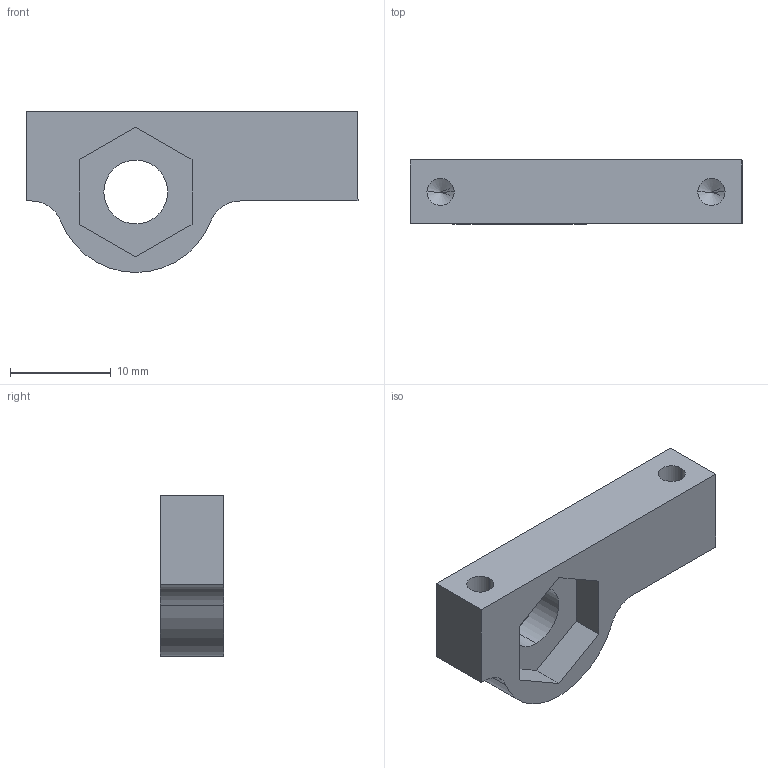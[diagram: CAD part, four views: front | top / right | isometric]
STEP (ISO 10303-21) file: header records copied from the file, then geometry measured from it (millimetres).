
FILE_DESCRIPTION (( 'STEP AP203' ), '1' );
FILE_NAME ('555140.STEP', '2014-07-11T18:49:52', ( 'Kyle' ), ( 'Microsoft' ), 'SwSTEP 2.0', 'SolidWorks 2014', '' );
FILE_SCHEMA (( 'CONFIG_CONTROL_DESIGN' ));
Length unit declared in the file: inch
Products named in the file (1): 555140
Bounding box: 33.02 x 6.35 x 16 mm (x, y, z)
Volume: 1891.2 mm3; surface area: 1588.6 mm2
Topology: 1 solids, 1 shells, 28 faces, 71 edges, 44 vertices
Faces by surface type: plane 14, cylinder 10, cone 4
Entity records: 898 total; most frequent: DIRECTION 145, CARTESIAN_POINT 140, ORIENTED_EDGE 134, EDGE_CURVE 67, AXIS2_PLACEMENT_3D 49, VECTOR 47, LINE 47, VERTEX_POINT 44
